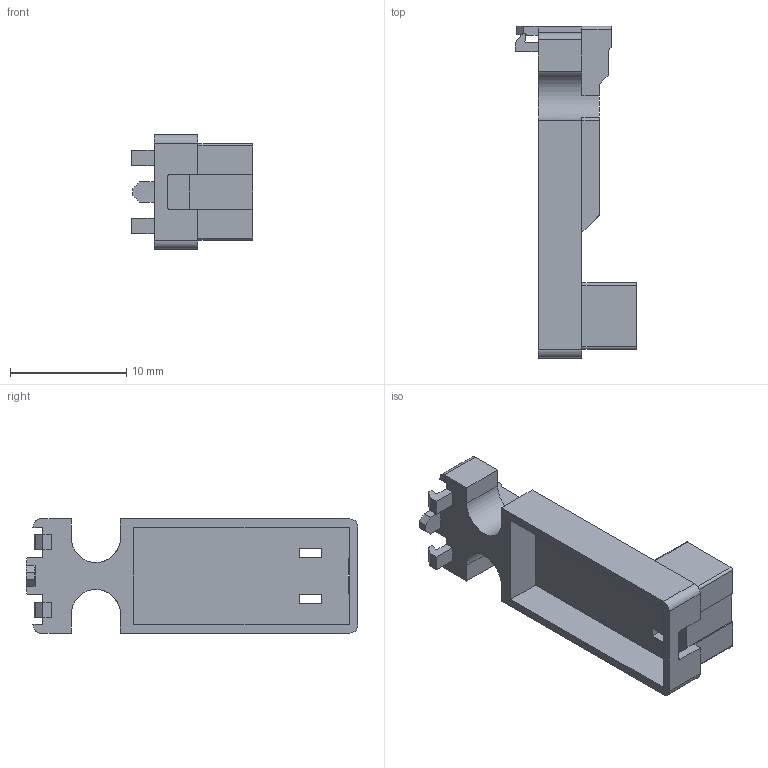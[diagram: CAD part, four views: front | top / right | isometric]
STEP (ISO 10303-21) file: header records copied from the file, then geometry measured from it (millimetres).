
FILE_DESCRIPTION(/* description */ ('VUVG IP40-Cover'),/* implementation_level */ '2;1');
FILE_NAME(/* name */ '3779382 VUVG-LK-IP40.ipt.stp',/* time_stamp */ '2017-12-11T12:31:57-08:00',/* author */ ('Cadenas PARTsolutions'),/* organization */ ('FESTO'),/* preprocessor_version */ 'ST-DEVELOPER v16.13',/* originating_system */ 'Autodesk Inventor 2018',/* authorisation */ '');
FILE_SCHEMA (('AUTOMOTIVE_DESIGN { 1 0 10303 214 3 1 1 }'));
Length unit declared in the file: millimetre
Products named in the file (1): 3779382 VUVG-LK-IP40
Bounding box: 10.42 x 28.5 x 9.8 mm (x, y, z)
Volume: 638.9 mm3; surface area: 1327 mm2
Topology: 1 solids, 1 shells, 114 faces, 336 edges, 224 vertices
Faces by surface type: plane 84, cylinder 30
Entity records: 3843 total; most frequent: CARTESIAN_POINT 675, ORIENTED_EDGE 672, DIRECTION 638, EDGE_CURVE 336, LINE 264, VECTOR 264, VERTEX_POINT 224, AXIS2_PLACEMENT_3D 187
